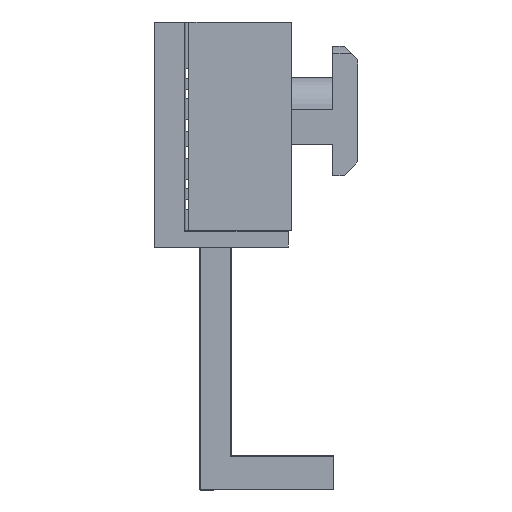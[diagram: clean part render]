
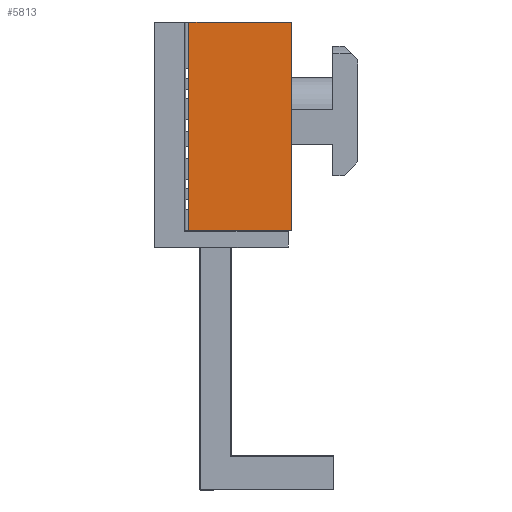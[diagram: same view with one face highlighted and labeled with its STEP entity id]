
A CAD part, left-side view. The second image highlights one B-rep face of the part: STEP entity #5813.
In plain terms, the highlighted planar face has unit normal (-1, 0, 0).
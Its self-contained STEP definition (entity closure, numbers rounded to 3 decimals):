
#275=PLANE('',#6283);
#570=FACE_OUTER_BOUND('',#888,.T.);
#888=EDGE_LOOP('',(#4739,#4740,#4741,#4742));
#1382=LINE('',#9598,#1961);
#1536=LINE('',#9938,#2115);
#1549=LINE('',#9958,#2128);
#1550=LINE('',#9960,#2129);
#1961=VECTOR('',#7310,30.5);
#2115=VECTOR('',#7552,15.);
#2128=VECTOR('',#7567,15.);
#2129=VECTOR('',#7570,30.5);
#2579=VERTEX_POINT('',#9596);
#2580=VERTEX_POINT('',#9597);
#2722=VERTEX_POINT('',#9936);
#2725=VERTEX_POINT('',#9947);
#3254=EDGE_CURVE('',#2579,#2580,#1382,.T.);
#3421=EDGE_CURVE('',#2722,#2580,#1536,.T.);
#3434=EDGE_CURVE('',#2725,#2579,#1549,.T.);
#3435=EDGE_CURVE('',#2725,#2722,#1550,.T.);
#4739=ORIENTED_EDGE('',*,*,#3435,.F.);
#4740=ORIENTED_EDGE('',*,*,#3434,.T.);
#4741=ORIENTED_EDGE('',*,*,#3254,.T.);
#4742=ORIENTED_EDGE('',*,*,#3421,.F.);
#5813=ADVANCED_FACE('',(#570),#275,.F.);
#6283=AXIS2_PLACEMENT_3D('',#9959,#7568,#7569);
#7310=DIRECTION('',(0.,0.,1.));
#7552=DIRECTION('',(0.,-1.,0.));
#7567=DIRECTION('',(0.,-1.,0.));
#7568=DIRECTION('center_axis',(1.,0.,0.));
#7569=DIRECTION('ref_axis',(0.,0.,-1.));
#7570=DIRECTION('',(0.,0.,1.));
#9596=CARTESIAN_POINT('',(-10.,0.,-15.25));
#9597=CARTESIAN_POINT('',(-10.,0.,15.25));
#9598=CARTESIAN_POINT('',(-10.,0.,15.25));
#9936=CARTESIAN_POINT('',(-10.,15.,15.25));
#9938=CARTESIAN_POINT('',(-10.,18.2,15.25));
#9947=CARTESIAN_POINT('',(-10.,15.,-15.25));
#9958=CARTESIAN_POINT('',(-10.,18.2,-15.25));
#9959=CARTESIAN_POINT('Origin',(-10.,18.2,15.25));
#9960=CARTESIAN_POINT('',(-10.,15.,-15.25));
